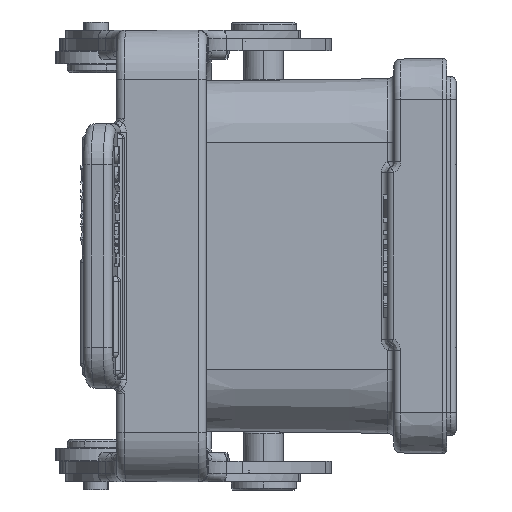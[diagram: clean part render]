
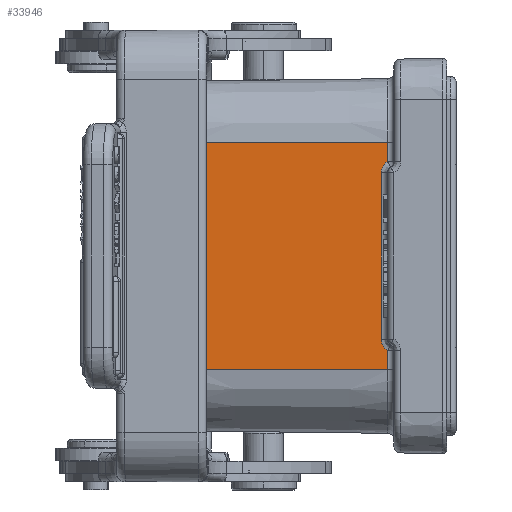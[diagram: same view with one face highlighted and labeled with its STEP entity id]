
A CAD part, left-side view. The second image highlights one B-rep face of the part: STEP entity #33946.
In plain terms, the highlighted planar face has unit normal (-1, 0.012, 0).
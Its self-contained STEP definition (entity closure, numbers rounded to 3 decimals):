
#477=DIRECTION('',(0.012,1.,0.));
#478=VECTOR('',#477,23.412);
#479=CARTESIAN_POINT('',(-60.286,4.29,14.));
#480=LINE('',#479,#478);
#4459=DIRECTION('',(-0.012,-1.,0.));
#4460=VECTOR('',#4459,23.412);
#4461=CARTESIAN_POINT('',(-60.,27.7,-14.));
#4462=LINE('',#4461,#4460);
#4463=DIRECTION('',(0.,0.,1.));
#4464=VECTOR('',#4463,28.);
#4465=CARTESIAN_POINT('',(-60.,27.7,-14.));
#4466=LINE('',#4465,#4464);
#4467=CARTESIAN_POINT('',(-60.286,4.29,11.586));
#4468=CARTESIAN_POINT('',(-60.284,4.414,11.514));
#4469=CARTESIAN_POINT('',(-60.282,4.633,11.345));
#4470=CARTESIAN_POINT('',(-60.279,4.892,11.009));
#4471=CARTESIAN_POINT('',(-60.277,5.053,10.617));
#4472=CARTESIAN_POINT('',(-60.276,5.09,10.343));
#4473=CARTESIAN_POINT('',(-60.276,5.09,10.2));
#4475=CARTESIAN_POINT('',(-60.276,5.09,-10.2));
#4476=CARTESIAN_POINT('',(-60.276,5.09,
-10.343));
#4477=CARTESIAN_POINT('',(-60.277,5.053,
-10.617));
#4478=CARTESIAN_POINT('',(-60.279,4.892,
-11.009));
#4479=CARTESIAN_POINT('',(-60.282,4.633,
-11.345));
#4480=CARTESIAN_POINT('',(-60.284,4.414,
-11.514));
#4481=CARTESIAN_POINT('',(-60.286,4.29,
-11.586));
#4483=DIRECTION('',(0.,0.,1.));
#4484=VECTOR('',#4483,2.414);
#4485=CARTESIAN_POINT('',(-60.286,4.29,
-14.));
#4486=LINE('',#4485,#4484);
#4501=CARTESIAN_POINT('',(-60.286,4.29,
-11.586));
#4623=DIRECTION('',(0.,0.,1.));
#4624=VECTOR('',#4623,20.4);
#4625=CARTESIAN_POINT('',(-60.276,5.09,-10.2));
#4626=LINE('',#4625,#4624);
#4683=DIRECTION('',(0.,0.,1.));
#4684=VECTOR('',#4683,2.414);
#4685=CARTESIAN_POINT('',(-60.286,4.29,11.586));
#4686=LINE('',#4685,#4684);
#21969=CARTESIAN_POINT('',(-60.286,4.29,14.));
#21970=VERTEX_POINT('',#21969);
#21971=CARTESIAN_POINT('',(-60.286,4.29,
11.586));
#21972=VERTEX_POINT('',#21971);
#21976=CARTESIAN_POINT('',(-60.276,5.09,
10.2));
#21977=VERTEX_POINT('',#21976);
#21978=CARTESIAN_POINT('',(-60.276,5.09,-10.2));
#21979=VERTEX_POINT('',#21978);
#21981=VERTEX_POINT('',#4501);
#21984=CARTESIAN_POINT('',(-60.286,4.29,
-14.));
#21985=VERTEX_POINT('',#21984);
#21986=CARTESIAN_POINT('',(-60.,27.7,-14.));
#21987=VERTEX_POINT('',#21986);
#21988=CARTESIAN_POINT('',(-60.,27.7,14.));
#21989=VERTEX_POINT('',#21988);
#33926=CARTESIAN_POINT('',(-60.,27.7,24.518));
#33927=DIRECTION('',(1.,-0.012,0.));
#33928=DIRECTION('',(0.,0.,1.));
#33929=AXIS2_PLACEMENT_3D('',#33926,#33927,#33928);
#33930=PLANE('',#33929);
#33932=ORIENTED_EDGE('',*,*,#33931,.F.);
#33933=ORIENTED_EDGE('',*,*,#33921,.F.);
#33934=ORIENTED_EDGE('',*,*,#27463,.T.);
#33935=ORIENTED_EDGE('',*,*,#27503,.F.);
#33937=ORIENTED_EDGE('',*,*,#33936,.F.);
#33939=ORIENTED_EDGE('',*,*,#33938,.T.);
#33941=ORIENTED_EDGE('',*,*,#33940,.F.);
#33943=ORIENTED_EDGE('',*,*,#33942,.T.);
#33944=EDGE_LOOP('',(#33932,#33933,#33934,#33935,#33937,#33939,#33941,#33943));
#33945=FACE_OUTER_BOUND('',#33944,.F.);
#33946=ADVANCED_FACE('',(#33945),#33930,.F.);
#4474=B_SPLINE_CURVE_WITH_KNOTS('',3,(#4467,#4468,#4469,#4470,#4471,#4472,
#4473),.UNSPECIFIED.,.F.,.F.,(4,1,1,1,4),(0.,0.25,0.5,0.75,1.),
.UNSPECIFIED.);
#4482=B_SPLINE_CURVE_WITH_KNOTS('',3,(#4475,#4476,#4477,#4478,#4479,#4480,
#4481),.UNSPECIFIED.,.F.,.F.,(4,1,1,1,4),(0.,0.25,0.5,0.75,1.),
.UNSPECIFIED.);
#27463=EDGE_CURVE('',#21987,#21989,#4466,.T.);
#27503=EDGE_CURVE('',#21970,#21989,#480,.T.);
#33921=EDGE_CURVE('',#21987,#21985,#4462,.T.);
#33931=EDGE_CURVE('',#21985,#21981,#4486,.T.);
#33936=EDGE_CURVE('',#21972,#21970,#4686,.T.);
#33938=EDGE_CURVE('',#21972,#21977,#4474,.T.);
#33940=EDGE_CURVE('',#21979,#21977,#4626,.T.);
#33942=EDGE_CURVE('',#21979,#21981,#4482,.T.);
